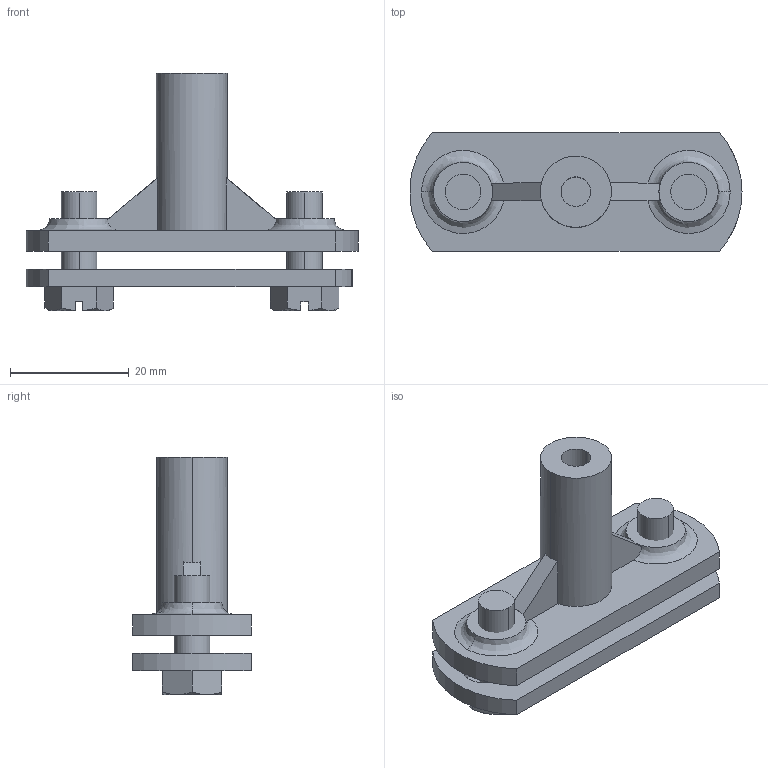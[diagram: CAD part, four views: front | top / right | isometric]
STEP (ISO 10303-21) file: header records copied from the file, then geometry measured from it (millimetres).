
FILE_DESCRIPTION (( 'STEP AP214' ), '1' );
FILE_NAME ('5229480.stp', '2018-10-02T08:36:16', ( '' ), ( '' ), 'SwSTEP 2.0', 'SolidWorks 2016', '' );
FILE_SCHEMA (( 'AUTOMOTIVE_DESIGN' ));
Length unit declared in the file: millimetre
Products named in the file (4): Ueberleger; P_0000004781_1_Sechskantschraube_mit_Kombischlitz; Unterteil; 5229480
Assembly tree (4 placements, depth 2):
  5229480
    Unterteil
    P_0000004781_1_Sechskantschraube_mit_Kombischlitz  x2
    Ueberleger
Bounding box: 55.95 x 20 x 40 mm (x, y, z)
Volume: 10450.1 mm3; surface area: 7990.1 mm2
Topology: 4 solids, 4 shells, 164 faces, 452 edges, 296 vertices
Faces by surface type: plane 86, cone 32, cylinder 26, bspline 20
Entity records: 6043 total; most frequent: CARTESIAN_POINT 2128, ORIENTED_EDGE 580, DIRECTION 487, EDGE_CURVE 290, VERTEX_POINT 192, AXIS2_PLACEMENT_3D 180, VECTOR 127, LINE 127
